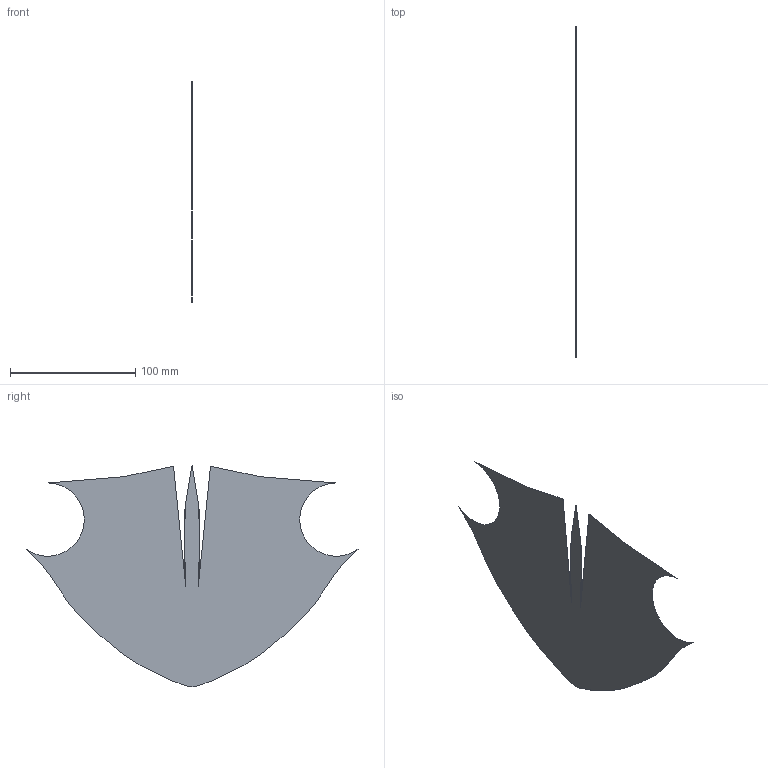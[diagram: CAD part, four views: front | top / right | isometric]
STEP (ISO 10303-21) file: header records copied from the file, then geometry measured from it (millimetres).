
FILE_DESCRIPTION(/* description */ (''),/* implementation_level */ '2;1');
FILE_NAME(/* name */ 'Crow Head V2 Visor Pattern.step',/* time_stamp */ '2024-08-27T19:37:20+10:00',/* author */ (''),/* organization */ (''),/* preprocessor_version */ 'ST-DEVELOPER v20',/* originating_system */ 'Autodesk Translation Framework v13.14.0.145',/* authorisation */ '');
FILE_SCHEMA (('AUTOMOTIVE_DESIGN { 1 0 10303 214 3 1 1 }'));
Length unit declared in the file: millimetre
Products named in the file (1): Crow Head V2
Bounding box: 0.2 x 265.41 x 177 mm (x, y, z)
Volume: 5560 mm3; surface area: 55840.2 mm2
Topology: 1 solids, 1 shells, 12 faces, 30 edges, 20 vertices
Faces by surface type: bspline 6, plane 4, cylinder 2
Entity records: 772 total; most frequent: CARTESIAN_POINT 501, ORIENTED_EDGE 60, DIRECTION 36, EDGE_CURVE 30, VERTEX_POINT 20, LINE 14, VECTOR 14, FACE_OUTER_BOUND 12
